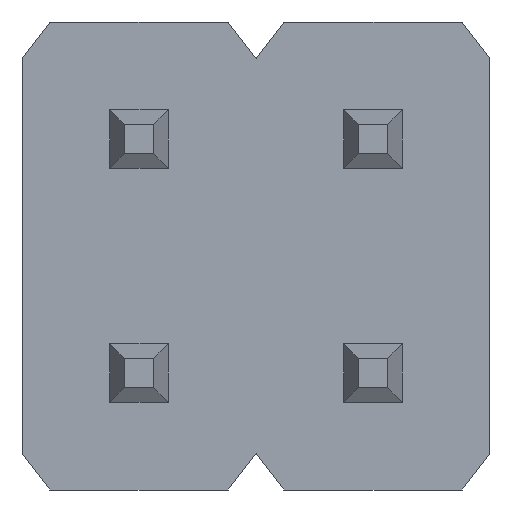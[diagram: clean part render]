
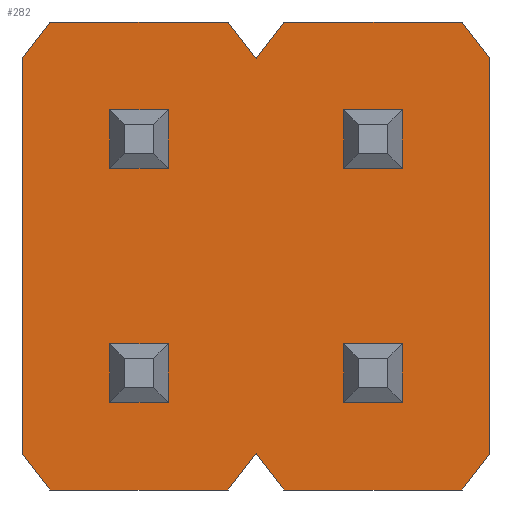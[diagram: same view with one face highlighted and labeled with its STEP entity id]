
A CAD part, front view. The second image highlights one B-rep face of the part: STEP entity #282.
In plain terms, the highlighted planar face has unit normal (0, -1, 0).
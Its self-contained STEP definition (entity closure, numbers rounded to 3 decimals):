
#282=ADVANCED_FACE('',(#570,#571,#572,#573,#574),#575,.T.);
#570=FACE_BOUND('',#861,.T.);
#571=FACE_BOUND('',#862,.T.);
#572=FACE_BOUND('',#863,.T.);
#573=FACE_BOUND('',#864,.T.);
#574=FACE_OUTER_BOUND('',#865,.T.);
#575=PLANE('',#866);
#861=EDGE_LOOP('',(#1582,#1583,#1584,#1585));
#862=EDGE_LOOP('',(#1586,#1587,#1588,#1589));
#863=EDGE_LOOP('',(#1590,#1591,#1592,#1593));
#864=EDGE_LOOP('',(#1594,#1595,#1596,#1597));
#865=EDGE_LOOP('',(#1598,#1599,#1600,#1601,#1602,#1603,#1604,#1605,#1606,#1607,#1608,#1609,#1610,#1611));
#866=AXIS2_PLACEMENT_3D('',#1612,#1613,#1614);
#1582=ORIENTED_EDGE('',*,*,#1707,.T.);
#1583=ORIENTED_EDGE('',*,*,#1694,.T.);
#1584=ORIENTED_EDGE('',*,*,#1689,.T.);
#1585=ORIENTED_EDGE('',*,*,#1698,.T.);
#1586=ORIENTED_EDGE('',*,*,#1765,.T.);
#1587=ORIENTED_EDGE('',*,*,#1752,.T.);
#1588=ORIENTED_EDGE('',*,*,#1747,.T.);
#1589=ORIENTED_EDGE('',*,*,#1756,.T.);
#1590=ORIENTED_EDGE('',*,*,#1823,.T.);
#1591=ORIENTED_EDGE('',*,*,#1810,.T.);
#1592=ORIENTED_EDGE('',*,*,#1805,.T.);
#1593=ORIENTED_EDGE('',*,*,#1814,.T.);
#1594=ORIENTED_EDGE('',*,*,#1881,.T.);
#1595=ORIENTED_EDGE('',*,*,#1868,.T.);
#1596=ORIENTED_EDGE('',*,*,#1863,.T.);
#1597=ORIENTED_EDGE('',*,*,#1872,.T.);
#1598=ORIENTED_EDGE('',*,*,#1969,.F.);
#1599=ORIENTED_EDGE('',*,*,#1956,.F.);
#1600=ORIENTED_EDGE('',*,*,#1952,.F.);
#1601=ORIENTED_EDGE('',*,*,#1948,.F.);
#1602=ORIENTED_EDGE('',*,*,#1936,.F.);
#1603=ORIENTED_EDGE('',*,*,#1967,.F.);
#1604=ORIENTED_EDGE('',*,*,#1964,.F.);
#1605=ORIENTED_EDGE('',*,*,#1960,.F.);
#1606=ORIENTED_EDGE('',*,*,#1970,.F.);
#1607=ORIENTED_EDGE('',*,*,#1971,.F.);
#1608=ORIENTED_EDGE('',*,*,#1972,.F.);
#1609=ORIENTED_EDGE('',*,*,#1973,.F.);
#1610=ORIENTED_EDGE('',*,*,#1974,.F.);
#1611=ORIENTED_EDGE('',*,*,#1975,.F.);
#1612=CARTESIAN_POINT('',(-1.27,-2.5,0.));
#1613=DIRECTION('',(0.0,-1.0,0.));
#1614=DIRECTION('',(1.0,0.0,0.0));
#1689=EDGE_CURVE('',#1995,#1996,#1997,.T.);
#1694=EDGE_CURVE('',#2004,#1995,#2005,.T.);
#1698=EDGE_CURVE('',#1996,#2010,#2011,.T.);
#1707=EDGE_CURVE('',#2010,#2004,#2025,.T.);
#1747=EDGE_CURVE('',#2077,#2078,#2079,.T.);
#1752=EDGE_CURVE('',#2086,#2077,#2087,.T.);
#1756=EDGE_CURVE('',#2078,#2092,#2093,.T.);
#1765=EDGE_CURVE('',#2092,#2086,#2107,.T.);
#1805=EDGE_CURVE('',#2159,#2160,#2161,.T.);
#1810=EDGE_CURVE('',#2168,#2159,#2169,.T.);
#1814=EDGE_CURVE('',#2160,#2174,#2175,.T.);
#1823=EDGE_CURVE('',#2174,#2168,#2189,.T.);
#1863=EDGE_CURVE('',#2241,#2242,#2243,.T.);
#1868=EDGE_CURVE('',#2250,#2241,#2251,.T.);
#1872=EDGE_CURVE('',#2242,#2256,#2257,.T.);
#1881=EDGE_CURVE('',#2256,#2250,#2271,.T.);
#1936=EDGE_CURVE('',#2346,#2348,#2349,.T.);
#1948=EDGE_CURVE('',#2348,#2368,#2369,.T.);
#1952=EDGE_CURVE('',#2368,#2374,#2375,.T.);
#1956=EDGE_CURVE('',#2374,#2380,#2381,.T.);
#1960=EDGE_CURVE('',#2386,#2387,#2388,.T.);
#1964=EDGE_CURVE('',#2387,#2392,#2393,.T.);
#1967=EDGE_CURVE('',#2392,#2346,#2396,.T.);
#1969=EDGE_CURVE('',#2380,#2398,#2399,.T.);
#1970=EDGE_CURVE('',#2400,#2386,#2401,.T.);
#1971=EDGE_CURVE('',#2402,#2400,#2403,.T.);
#1972=EDGE_CURVE('',#2404,#2402,#2405,.T.);
#1973=EDGE_CURVE('',#2406,#2404,#2407,.T.);
#1974=EDGE_CURVE('',#2408,#2406,#2409,.T.);
#1975=EDGE_CURVE('',#2398,#2408,#2410,.T.);
#1995=VERTEX_POINT('',#2433);
#1996=VERTEX_POINT('',#2434);
#1997=LINE('',#2435,#2436);
#2004=VERTEX_POINT('',#2446);
#2005=LINE('',#2447,#2448);
#2010=VERTEX_POINT('',#2455);
#2011=LINE('',#2456,#2457);
#2025=LINE('',#2477,#2478);
#2077=VERTEX_POINT('',#2555);
#2078=VERTEX_POINT('',#2556);
#2079=LINE('',#2557,#2558);
#2086=VERTEX_POINT('',#2568);
#2087=LINE('',#2569,#2570);
#2092=VERTEX_POINT('',#2577);
#2093=LINE('',#2578,#2579);
#2107=LINE('',#2599,#2600);
#2159=VERTEX_POINT('',#2677);
#2160=VERTEX_POINT('',#2678);
#2161=LINE('',#2679,#2680);
#2168=VERTEX_POINT('',#2690);
#2169=LINE('',#2691,#2692);
#2174=VERTEX_POINT('',#2699);
#2175=LINE('',#2700,#2701);
#2189=LINE('',#2721,#2722);
#2241=VERTEX_POINT('',#2799);
#2242=VERTEX_POINT('',#2800);
#2243=LINE('',#2801,#2802);
#2250=VERTEX_POINT('',#2812);
#2251=LINE('',#2813,#2814);
#2256=VERTEX_POINT('',#2821);
#2257=LINE('',#2822,#2823);
#2271=LINE('',#2843,#2844);
#2346=VERTEX_POINT('',#2955);
#2348=VERTEX_POINT('',#2958);
#2349=LINE('',#2959,#2960);
#2368=VERTEX_POINT('',#2988);
#2369=LINE('',#2989,#2990);
#2374=VERTEX_POINT('',#2997);
#2375=LINE('',#2998,#2999);
#2380=VERTEX_POINT('',#3006);
#2381=LINE('',#3007,#3008);
#2386=VERTEX_POINT('',#3015);
#2387=VERTEX_POINT('',#3016);
#2388=LINE('',#3017,#3018);
#2392=VERTEX_POINT('',#3024);
#2393=LINE('',#3025,#3026);
#2396=LINE('',#3030,#3031);
#2398=VERTEX_POINT('',#3033);
#2399=LINE('',#3034,#3035);
#2400=VERTEX_POINT('',#3036);
#2401=LINE('',#3037,#3038);
#2402=VERTEX_POINT('',#3039);
#2403=LINE('',#3040,#3041);
#2404=VERTEX_POINT('',#3042);
#2405=LINE('',#3043,#3044);
#2406=VERTEX_POINT('',#3045);
#2407=LINE('',#3046,#3047);
#2408=VERTEX_POINT('',#3048);
#2409=LINE('',#3049,#3050);
#2410=LINE('',#3051,#3052);
#2433=CARTESIAN_POINT('',(1.59,-2.5,1.59));
#2434=CARTESIAN_POINT('',(1.59,-2.5,0.95));
#2435=CARTESIAN_POINT('',(1.59,-2.5,0.635));
#2436=VECTOR('',#3084,1.0);
#2446=CARTESIAN_POINT('',(0.95,-2.5,1.59));
#2447=CARTESIAN_POINT('',(-0.16,-2.5,1.59));
#2448=VECTOR('',#3088,1.0);
#2455=CARTESIAN_POINT('',(0.95,-2.5,0.95));
#2456=CARTESIAN_POINT('',(-0.16,-2.5,0.95));
#2457=VECTOR('',#3091,1.0);
#2477=CARTESIAN_POINT('',(0.95,-2.5,0.635));
#2478=VECTOR('',#3098,1.0);
#2555=CARTESIAN_POINT('',(-0.95,-2.5,1.59));
#2556=CARTESIAN_POINT('',(-0.95,-2.5,0.95));
#2557=CARTESIAN_POINT('',(-0.95,-2.5,0.635));
#2558=VECTOR('',#3124,1.0);
#2568=CARTESIAN_POINT('',(-1.59,-2.5,1.59));
#2569=CARTESIAN_POINT('',(-1.43,-2.5,1.59));
#2570=VECTOR('',#3128,1.0);
#2577=CARTESIAN_POINT('',(-1.59,-2.5,0.95));
#2578=CARTESIAN_POINT('',(-1.43,-2.5,0.95));
#2579=VECTOR('',#3131,1.0);
#2599=CARTESIAN_POINT('',(-1.59,-2.5,0.635));
#2600=VECTOR('',#3138,1.0);
#2677=CARTESIAN_POINT('',(1.59,-2.5,-0.95));
#2678=CARTESIAN_POINT('',(1.59,-2.5,-1.59));
#2679=CARTESIAN_POINT('',(1.59,-2.5,-0.635));
#2680=VECTOR('',#3164,1.0);
#2690=CARTESIAN_POINT('',(0.95,-2.5,-0.95));
#2691=CARTESIAN_POINT('',(-0.16,-2.5,-0.95));
#2692=VECTOR('',#3168,1.0);
#2699=CARTESIAN_POINT('',(0.95,-2.5,-1.59));
#2700=CARTESIAN_POINT('',(-0.16,-2.5,-1.59));
#2701=VECTOR('',#3171,1.0);
#2721=CARTESIAN_POINT('',(0.95,-2.5,-0.635));
#2722=VECTOR('',#3178,1.0);
#2799=CARTESIAN_POINT('',(-0.95,-2.5,-0.95));
#2800=CARTESIAN_POINT('',(-0.95,-2.5,-1.59));
#2801=CARTESIAN_POINT('',(-0.95,-2.5,-0.635));
#2802=VECTOR('',#3204,1.0);
#2812=CARTESIAN_POINT('',(-1.59,-2.5,-0.95));
#2813=CARTESIAN_POINT('',(-1.43,-2.5,-0.95));
#2814=VECTOR('',#3208,1.0);
#2821=CARTESIAN_POINT('',(-1.59,-2.5,-1.59));
#2822=CARTESIAN_POINT('',(-1.43,-2.5,-1.59));
#2823=VECTOR('',#3211,1.0);
#2843=CARTESIAN_POINT('',(-1.59,-2.5,-0.635));
#2844=VECTOR('',#3218,1.0);
#2955=CARTESIAN_POINT('',(2.54,-2.5,2.147));
#2958=CARTESIAN_POINT('',(2.54,-2.5,-2.147));
#2959=CARTESIAN_POINT('',(2.54,-2.5,-2.147));
#2960=VECTOR('',#3256,1.0);
#2988=CARTESIAN_POINT('',(2.236,-2.5,-2.54));
#2989=CARTESIAN_POINT('',(2.236,-2.5,-2.54));
#2990=VECTOR('',#3266,1.0);
#2997=CARTESIAN_POINT('',(0.304,-2.5,-2.54));
#2998=CARTESIAN_POINT('',(2.236,-2.5,-2.54));
#2999=VECTOR('',#3269,1.0);
#3006=CARTESIAN_POINT('',(0.0,-2.5,-2.147));
#3007=CARTESIAN_POINT('',(0.304,-2.5,-2.54));
#3008=VECTOR('',#3272,1.0);
#3015=CARTESIAN_POINT('',(0.0,-2.5,2.147));
#3016=CARTESIAN_POINT('',(0.304,-2.5,2.54));
#3017=CARTESIAN_POINT('',(0.304,-2.5,2.54));
#3018=VECTOR('',#3275,1.0);
#3024=CARTESIAN_POINT('',(2.236,-2.5,2.54));
#3025=CARTESIAN_POINT('',(2.236,-2.5,2.54));
#3026=VECTOR('',#3278,1.0);
#3030=CARTESIAN_POINT('',(2.236,-2.5,2.54));
#3031=VECTOR('',#3280,1.0);
#3033=CARTESIAN_POINT('',(-0.304,-2.5,-2.54));
#3034=CARTESIAN_POINT('',(-0.304,-2.5,-2.54));
#3035=VECTOR('',#3281,1.0);
#3036=CARTESIAN_POINT('',(-0.304,-2.5,2.54));
#3037=CARTESIAN_POINT('',(-0.304,-2.5,2.54));
#3038=VECTOR('',#3282,1.0);
#3039=CARTESIAN_POINT('',(-2.236,-2.5,2.54));
#3040=CARTESIAN_POINT('',(-0.304,-2.5,2.54));
#3041=VECTOR('',#3283,1.0);
#3042=CARTESIAN_POINT('',(-2.54,-2.5,2.147));
#3043=CARTESIAN_POINT('',(-2.236,-2.5,2.54));
#3044=VECTOR('',#3284,1.0);
#3045=CARTESIAN_POINT('',(-2.54,-2.5,-2.147));
#3046=CARTESIAN_POINT('',(-2.54,-2.5,2.147));
#3047=VECTOR('',#3285,1.0);
#3048=CARTESIAN_POINT('',(-2.236,-2.5,-2.54));
#3049=CARTESIAN_POINT('',(-2.236,-2.5,-2.54));
#3050=VECTOR('',#3286,1.0);
#3051=CARTESIAN_POINT('',(-0.304,-2.5,-2.54));
#3052=VECTOR('',#3287,1.0);
#3084=DIRECTION('',(0.0,0.,-1.0));
#3088=DIRECTION('',(1.0,0.,0.));
#3091=DIRECTION('',(-1.0,0.0,0.0));
#3098=DIRECTION('',(0.0,0.,1.0));
#3124=DIRECTION('',(0.0,0.,-1.0));
#3128=DIRECTION('',(1.0,0.,0.));
#3131=DIRECTION('',(-1.0,0.0,0.0));
#3138=DIRECTION('',(0.0,0.,1.0));
#3164=DIRECTION('',(0.0,0.,-1.0));
#3168=DIRECTION('',(1.0,0.,0.));
#3171=DIRECTION('',(-1.0,0.0,0.0));
#3178=DIRECTION('',(0.0,0.,1.0));
#3204=DIRECTION('',(0.0,0.,-1.0));
#3208=DIRECTION('',(1.0,0.,0.));
#3211=DIRECTION('',(-1.0,0.0,0.0));
#3218=DIRECTION('',(0.0,0.,1.0));
#3256=DIRECTION('',(-0.0,0.,-1.0));
#3266=DIRECTION('',(-0.611,0.,-0.792));
#3269=DIRECTION('',(-1.0,0.0,0.0));
#3272=DIRECTION('',(-0.611,0.,0.792));
#3275=DIRECTION('',(0.611,0.,0.792));
#3278=DIRECTION('',(1.0,0.0,0.0));
#3280=DIRECTION('',(0.611,0.,-0.792));
#3281=DIRECTION('',(-0.611,0.,-0.792));
#3282=DIRECTION('',(0.611,0.,-0.792));
#3283=DIRECTION('',(1.0,0.0,0.0));
#3284=DIRECTION('',(0.611,0.,0.792));
#3285=DIRECTION('',(0.0,0.,1.0));
#3286=DIRECTION('',(-0.611,0.,0.792));
#3287=DIRECTION('',(-1.0,0.0,0.0));
